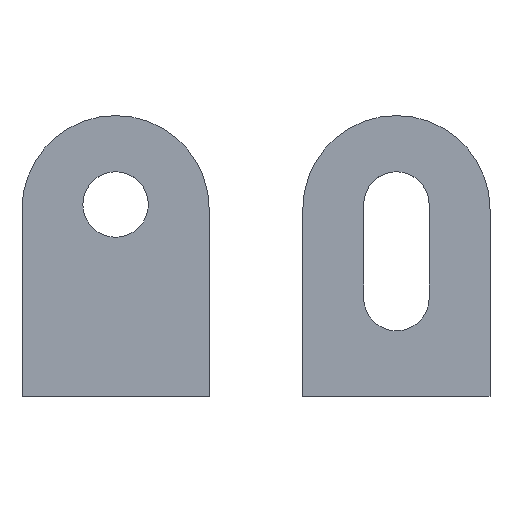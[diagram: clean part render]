
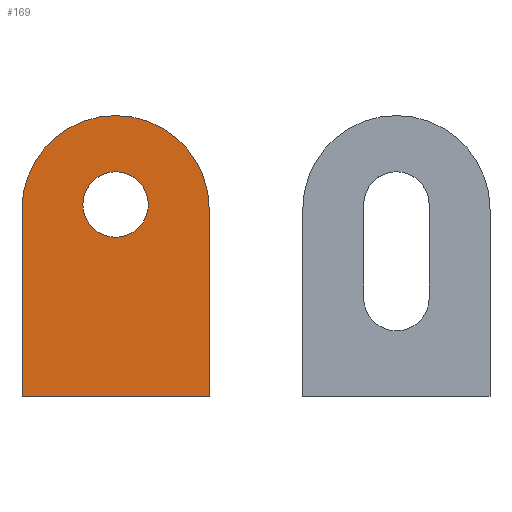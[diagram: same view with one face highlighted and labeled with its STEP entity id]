
A CAD part, top view. The second image highlights one B-rep face of the part: STEP entity #169.
In plain terms, the highlighted planar face has unit normal (0, 0, 1).
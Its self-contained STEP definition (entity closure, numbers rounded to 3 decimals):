
#46=CARTESIAN_POINT('',(0.,20.5,0.));
#47=DIRECTION('',(0.,0.,-1.));
#48=DIRECTION('',(1.,0.,0.));
#49=AXIS2_PLACEMENT_3D('',#46,#47,#48);
#51=CARTESIAN_POINT('',(0.,20.5,0.));
#52=DIRECTION('',(0.,0.,-1.));
#53=DIRECTION('',(-1.,0.,0.));
#54=AXIS2_PLACEMENT_3D('',#51,#52,#53);
#56=DIRECTION('',(1.,0.,0.));
#57=VECTOR('',#56,20.);
#58=CARTESIAN_POINT('',(-10.,0.,0.));
#59=LINE('',#58,#57);
#60=DIRECTION('',(0.,-1.,0.));
#61=VECTOR('',#60,20.);
#62=CARTESIAN_POINT('',(-10.,20.,0.));
#63=LINE('',#62,#61);
#64=CARTESIAN_POINT('',(0.,20.,0.));
#65=DIRECTION('',(0.,0.,1.));
#66=DIRECTION('',(1.,0.,0.));
#67=AXIS2_PLACEMENT_3D('',#64,#65,#66);
#69=DIRECTION('',(0.,1.,0.));
#70=VECTOR('',#69,20.);
#71=CARTESIAN_POINT('',(10.,0.,0.));
#72=LINE('',#71,#70);
#124=CARTESIAN_POINT('',(-10.,0.,0.));
#125=CARTESIAN_POINT('',(10.,0.,0.));
#126=VERTEX_POINT('',#124);
#127=VERTEX_POINT('',#125);
#128=CARTESIAN_POINT('',(10.,20.,0.));
#129=VERTEX_POINT('',#128);
#130=CARTESIAN_POINT('',(-10.,20.,0.));
#131=VERTEX_POINT('',#130);
#140=CARTESIAN_POINT('',(3.5,20.5,0.));
#141=CARTESIAN_POINT('',(-3.5,20.5,0.));
#142=VERTEX_POINT('',#140);
#143=VERTEX_POINT('',#141);
#148=CARTESIAN_POINT('',(0.,0.,0.));
#149=DIRECTION('',(0.,0.,1.));
#150=DIRECTION('',(1.,0.,0.));
#151=AXIS2_PLACEMENT_3D('',#148,#149,#150);
#152=PLANE('',#151);
#154=ORIENTED_EDGE('',*,*,#153,.F.);
#156=ORIENTED_EDGE('',*,*,#155,.F.);
#158=ORIENTED_EDGE('',*,*,#157,.F.);
#160=ORIENTED_EDGE('',*,*,#159,.F.);
#161=EDGE_LOOP('',(#154,#156,#158,#160));
#162=FACE_OUTER_BOUND('',#161,.F.);
#164=ORIENTED_EDGE('',*,*,#163,.F.);
#166=ORIENTED_EDGE('',*,*,#165,.F.);
#167=EDGE_LOOP('',(#164,#166));
#168=FACE_BOUND('',#167,.F.);
#50=CIRCLE('',#49,3.5);
#55=CIRCLE('',#54,3.5);
#68=CIRCLE('',#67,10.);
#153=EDGE_CURVE('',#126,#127,#59,.T.);
#155=EDGE_CURVE('',#131,#126,#63,.T.);
#157=EDGE_CURVE('',#129,#131,#68,.T.);
#159=EDGE_CURVE('',#127,#129,#72,.T.);
#163=EDGE_CURVE('',#142,#143,#50,.T.);
#165=EDGE_CURVE('',#143,#142,#55,.T.);
#169=ADVANCED_FACE('',(#162,#168),#152,.T.);
